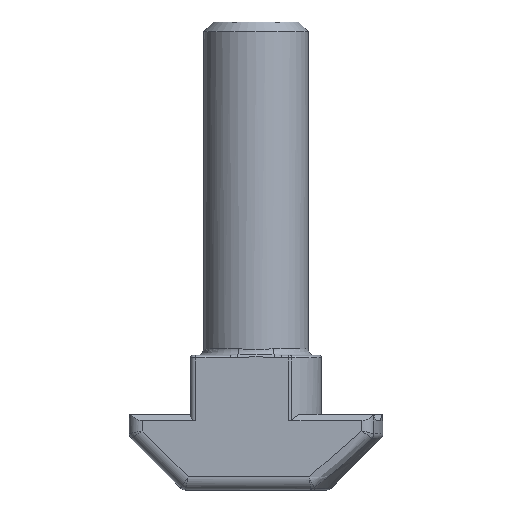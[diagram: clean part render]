
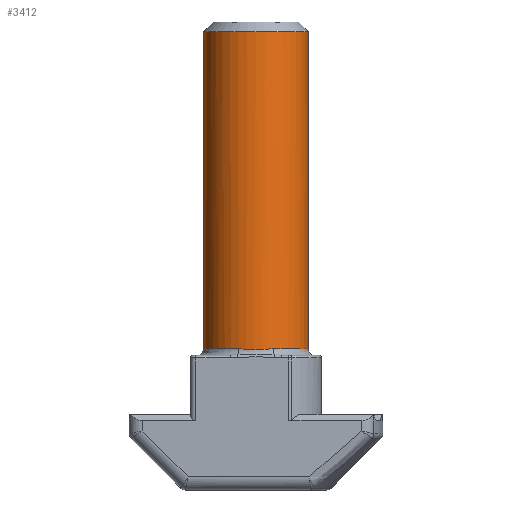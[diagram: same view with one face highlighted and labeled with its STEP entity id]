
A CAD part, front view. The second image highlights one B-rep face of the part: STEP entity #3412.
In plain terms, the highlighted cylindrical face has radius 4 mm (diameter 8 mm), a full revolution.
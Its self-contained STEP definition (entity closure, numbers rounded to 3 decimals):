
#6 = CARTESIAN_POINT ( 'NONE',  ( 0., 0., 35.8 ) ) ;
#13 = CIRCLE ( 'NONE', #661, 4. ) ;
#15 = CARTESIAN_POINT ( 'NONE',  ( 0.447, -3.981, 10.747 ) ) ;
#114 = VERTEX_POINT ( 'NONE', #515 ) ;
#186 = EDGE_CURVE ( 'NONE', #2463, #114, #3590, .T. ) ;
#368 = CARTESIAN_POINT ( 'NONE',  ( 1.102, -3.852, 10.8 ) ) ;
#371 = CARTESIAN_POINT ( 'NONE',  ( -4., 0., 35.05 ) ) ;
#439 = CARTESIAN_POINT ( 'NONE',  ( 1.101, 3.852, 10.8 ) ) ;
#481 = CARTESIAN_POINT ( 'NONE',  ( 0.222, 4., 10.733 ) ) ;
#515 = CARTESIAN_POINT ( 'NONE',  ( -1.315, 3.778, 10.8 ) ) ;
#552 = FACE_OUTER_BOUND ( 'NONE', #570, .T. ) ;
#570 = EDGE_LOOP ( 'NONE', ( #3976 ) ) ;
#661 = AXIS2_PLACEMENT_3D ( 'NONE', #698, #2894, #985 ) ;
#698 = CARTESIAN_POINT ( 'NONE',  ( 0., 0., 10.8 ) ) ;
#702 = CARTESIAN_POINT ( 'NONE',  ( -1.101, -3.852, 10.8 ) ) ;
#896 = B_SPLINE_CURVE_WITH_KNOTS ( 'NONE', 3,
 ( #2898, #702, #3549, #1637, #3872, #1956, #15, #2261, #368, #2593 ),
 .UNSPECIFIED., .F., .F.,
 ( 4, 2, 2, 2, 4 ),
 ( 0., 0.001, 0.001, 0.002, 0.003 ),
 .UNSPECIFIED. ) ;
#977 = CYLINDRICAL_SURFACE ( 'NONE', #1002, 4. ) ;
#985 = DIRECTION ( 'NONE',  ( 1., 0., 0. ) ) ;
#1002 = AXIS2_PLACEMENT_3D ( 'NONE', #6, #2255, #1960 ) ;
#1078 = CARTESIAN_POINT ( 'NONE',  ( 0.447, 3.981, 10.747 ) ) ;
#1113 = CARTESIAN_POINT ( 'NONE',  ( 1.315, 3.778, 10.8 ) ) ;
#1146 = AXIS2_PLACEMENT_3D ( 'NONE', #1935, #4171, #2241 ) ;
#1204 = EDGE_CURVE ( 'NONE', #2633, #2463, #2797, .T. ) ;
#1240 = CARTESIAN_POINT ( 'NONE',  ( 1.315, -3.778, 10.8 ) ) ;
#1331 = CARTESIAN_POINT ( 'NONE',  ( 0., 0., 10.8 ) ) ;
#1385 = CARTESIAN_POINT ( 'NONE',  ( -0.885, 3.907, 10.78 ) ) ;
#1637 = CARTESIAN_POINT ( 'NONE',  ( -0.447, -3.981, 10.747 ) ) ;
#1648 = EDGE_LOOP ( 'NONE', ( #1981, #3873, #1680, #3918 ) ) ;
#1654 = DIRECTION ( 'NONE',  ( 1., 0., 0. ) ) ;
#1680 = ORIENTED_EDGE ( 'NONE', *, *, #1204, .T. ) ;
#1920 = VERTEX_POINT ( 'NONE', #3847 ) ;
#1935 = CARTESIAN_POINT ( 'NONE',  ( 0., 0., 35.05 ) ) ;
#1956 = CARTESIAN_POINT ( 'NONE',  ( 0.226, -4., 10.733 ) ) ;
#1960 = DIRECTION ( 'NONE',  ( -1., 0., 0. ) ) ;
#1981 = ORIENTED_EDGE ( 'NONE', *, *, #3929, .T. ) ;
#2028 = CIRCLE ( 'NONE', #1146, 4. ) ;
#2241 = DIRECTION ( 'NONE',  ( -1., 0., 0. ) ) ;
#2255 = DIRECTION ( 'NONE',  ( 0., 0., -1. ) ) ;
#2261 = CARTESIAN_POINT ( 'NONE',  ( 0.885, -3.907, 10.78 ) ) ;
#2282 = CARTESIAN_POINT ( 'NONE',  ( -1.102, 3.852, 10.8 ) ) ;
#2463 = VERTEX_POINT ( 'NONE', #2779 ) ;
#2593 = CARTESIAN_POINT ( 'NONE',  ( 1.315, -3.778, 10.8 ) ) ;
#2633 = VERTEX_POINT ( 'NONE', #1240 ) ;
#2779 = CARTESIAN_POINT ( 'NONE',  ( 1.315, 3.778, 10.8 ) ) ;
#2797 = CIRCLE ( 'NONE', #2907, 4. ) ;
#2894 = DIRECTION ( 'NONE',  ( 0., 0., 1. ) ) ;
#2898 = CARTESIAN_POINT ( 'NONE',  ( -1.315, -3.778, 10.8 ) ) ;
#2907 = AXIS2_PLACEMENT_3D ( 'NONE', #1331, #3565, #1654 ) ;
#2981 = VERTEX_POINT ( 'NONE', #371 ) ;
#3298 = CARTESIAN_POINT ( 'NONE',  ( -0.447, 3.981, 10.747 ) ) ;
#3412 = ADVANCED_FACE ( 'NONE', ( #3828, #552 ), #977, .T. ) ;
#3549 = CARTESIAN_POINT ( 'NONE',  ( -0.886, -3.907, 10.78 ) ) ;
#3565 = DIRECTION ( 'NONE',  ( 0., 0., 1. ) ) ;
#3590 = B_SPLINE_CURVE_WITH_KNOTS ( 'NONE', 3,
 ( #1113, #439, #3974, #1078, #481, #3637, #3298, #1385, #2282, #3943 ),
 .UNSPECIFIED., .F., .F.,
 ( 4, 2, 2, 2, 4 ),
 ( 0., 0.001, 0.001, 0.002, 0.003 ),
 .UNSPECIFIED. ) ;
#3637 = CARTESIAN_POINT ( 'NONE',  ( -0.226, 4., 10.733 ) ) ;
#3721 = EDGE_CURVE ( 'NONE', #1920, #2633, #896, .T. ) ;
#3828 = FACE_OUTER_BOUND ( 'NONE', #1648, .T. ) ;
#3847 = CARTESIAN_POINT ( 'NONE',  ( -1.315, -3.778, 10.8 ) ) ;
#3872 = CARTESIAN_POINT ( 'NONE',  ( -0.222, -4., 10.733 ) ) ;
#3873 = ORIENTED_EDGE ( 'NONE', *, *, #3721, .T. ) ;
#3918 = ORIENTED_EDGE ( 'NONE', *, *, #186, .T. ) ;
#3920 = EDGE_CURVE ( 'NONE', #2981, #2981, #2028, .T. ) ;
#3929 = EDGE_CURVE ( 'NONE', #114, #1920, #13, .T. ) ;
#3943 = CARTESIAN_POINT ( 'NONE',  ( -1.315, 3.778, 10.8 ) ) ;
#3974 = CARTESIAN_POINT ( 'NONE',  ( 0.886, 3.907, 10.78 ) ) ;
#3976 = ORIENTED_EDGE ( 'NONE', *, *, #3920, .T. ) ;
#4171 = DIRECTION ( 'NONE',  ( 0., 0., -1. ) ) ;
